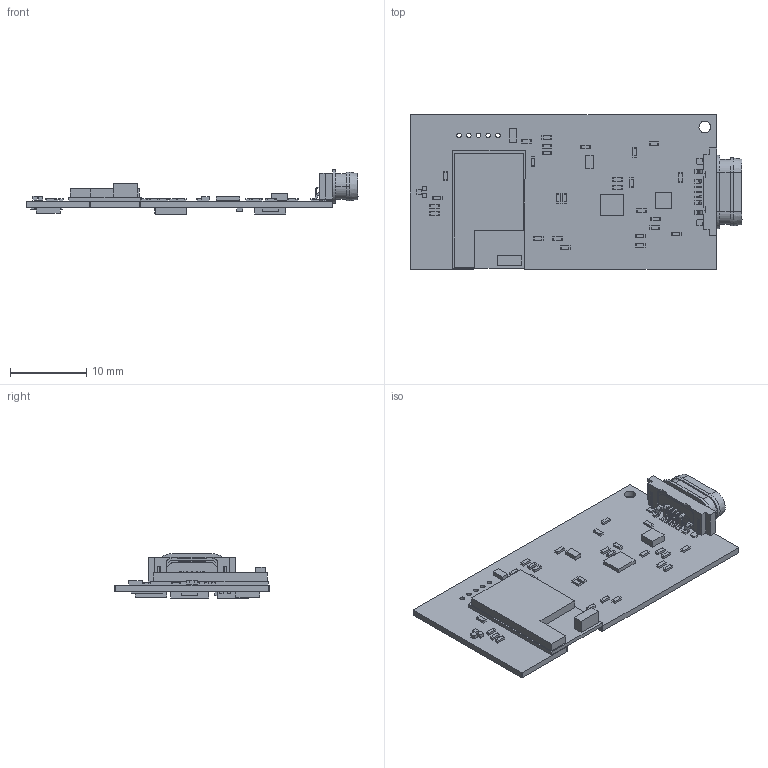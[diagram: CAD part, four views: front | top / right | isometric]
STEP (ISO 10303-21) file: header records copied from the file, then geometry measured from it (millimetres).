
FILE_DESCRIPTION(('Open CASCADE Model'),'2;1');
FILE_NAME('Open CASCADE Shape Model','2019-03-01T21:18:59',('Author'),( 'Open CASCADE'),'Open CASCADE STEP processor 6.8','Open CASCADE 6.8' ,'Unknown');
FILE_SCHEMA(('AUTOMOTIVE_DESIGN { 1 0 10303 214 1 1 1 1 }'));
Length unit declared in the file: millimetre
Products named in the file (99): PCB; Board; Open CASCADE STEP translator 6.8 2.1.1; J1; DX4RNW5HJ3R1000--3DModel-STEP-56544; gasket; micro_USB; micro_usb; micro_usb02; D5; 7180470448; Extruded; 7180470048; M1; 7125454016; 7125455056; 7058842512; U3; 7181335936; Open_CASCADE_STEP_translator_6.8_1.1; Body; Open_CASCADE_STEP_translator_6.8_1.2.1; Thermal_Shape; Pin_Shape; Open_CASCADE_STEP_translator_6.8_1.4.1; R14; 6184677472; 6184677072; L3; 7180828976; D2; 7180842816; D3; 6184673472; D4; C12; 6184678432; 6184677872; C14; C11 ...
Assembly tree (210 placements, depth 5):
  PCB
    Board
      Open CASCADE STEP translator 6.8 2.1.1
    J1
      DX4RNW5HJ3R1000--3DModel-STEP-56544
        gasket
        micro_USB
          micro_usb
          micro_usb02
    D5
      7180470448
        Extruded
      7180470048
        Extruded
    M1
      7125454016
        Extruded
      7125455056
        Extruded
      7058842512
        Extruded
    U3
      7181335936
        Open_CASCADE_STEP_translator_6.8_1.1
        Body
          Open_CASCADE_STEP_translator_6.8_1.2.1
        Thermal_Shape
        Pin_Shape  x28
          Open_CASCADE_STEP_translator_6.8_1.4.1
    R14
      6184677472  x2
        Extruded
      6184677072
        Extruded
    L3
      7180828976
        Extruded
    D2
      7180842816
        Extruded
    D3
      6184673472
        Extruded
    D4
      6184673472
        Extruded
    C12
      6184678432  x2
        Extruded
      6184677872
        Extruded
    C14
      6184678432  x2
        Extruded
      6184677872
        Extruded
    C11
      6184678432  x2
        Extruded
      6184677872
Bounding box: 43.44 x 20.15 x 5.89 mm (x, y, z)
Volume: 1040.8 mm3; surface area: 3284 mm2
Topology: 153 solids, 154 shells, 1796 faces, 4108 edges, 2609 vertices
Faces by surface type: plane 1506, cylinder 237, torus 34, cone 15, sphere 4
Full cylindrical faces by diameter (mm): 0.512 x1, 0.6 x5, 1.55 x1
Entity records: 30275 total; most frequent: DIRECTION 5047, CARTESIAN_POINT 5002, ORIENTED_EDGE 4655, EDGE_CURVE 2328, LINE 1811, VECTOR 1811, AXIS2_PLACEMENT_3D 1618, VERTEX_POINT 1497
